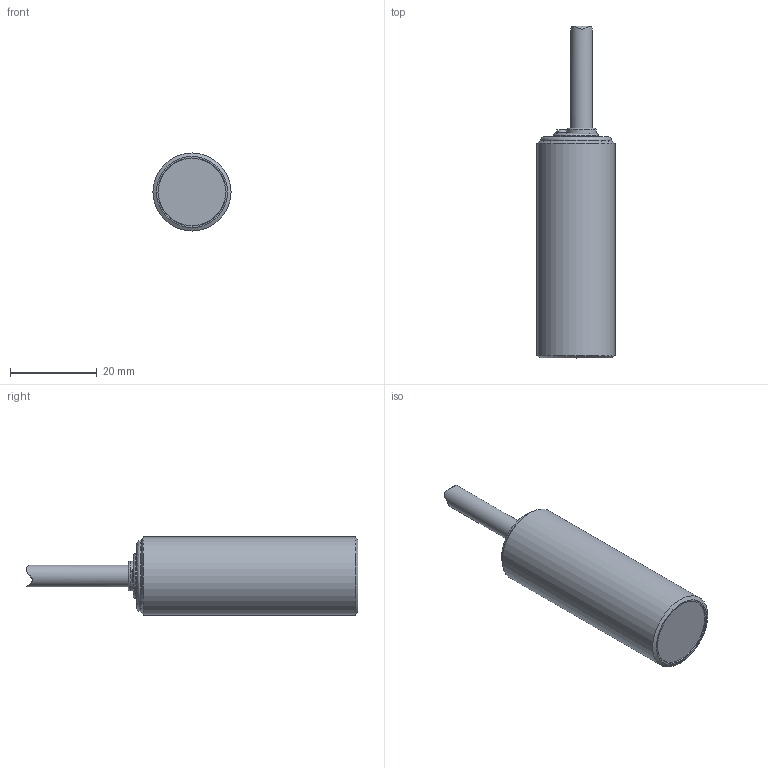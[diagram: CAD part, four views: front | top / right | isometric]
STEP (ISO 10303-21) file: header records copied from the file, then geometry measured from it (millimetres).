
FILE_DESCRIPTION (( 'STEP AP214' ), '1' );
FILE_NAME ('DW-AD-50x-M18.STEP', '2018-04-10T21:48:13', ( '' ), ( '' ), 'SwSTEP 2.0', 'SolidWorks 2017', '' );
FILE_SCHEMA (( 'AUTOMOTIVE_DESIGN' ));
Length unit declared in the file: inch
Products named in the file (1): DW-AD-50x-M18
Bounding box: 18 x 76.6 x 18 mm (x, y, z)
Volume: 13530.3 mm3; surface area: 3866.9 mm2
Topology: 2 solids, 2 shells, 36 faces, 72 edges, 43 vertices
Faces by surface type: plane 18, cone 8, cylinder 6, bspline 4
Full cylindrical faces by diameter (mm): 5 x1, 10.5 x1, 16.4 x1, 18 x1
Entity records: 1044 total; most frequent: CARTESIAN_POINT 353, DIRECTION 132, ORIENTED_EDGE 112, AXIS2_PLACEMENT_3D 57, EDGE_CURVE 56, EDGE_LOOP 49, FACE_OUTER_BOUND 43, VERTEX_POINT 37
